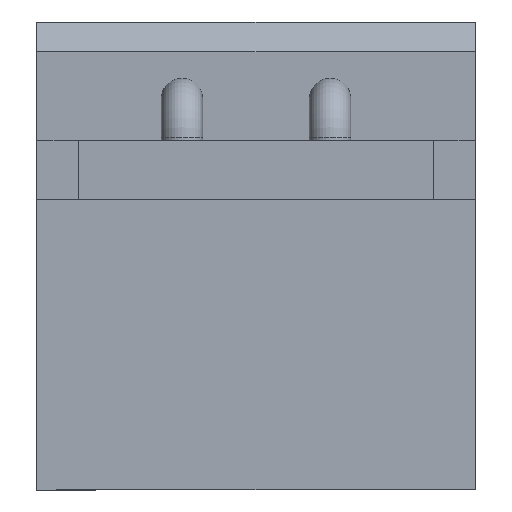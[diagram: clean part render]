
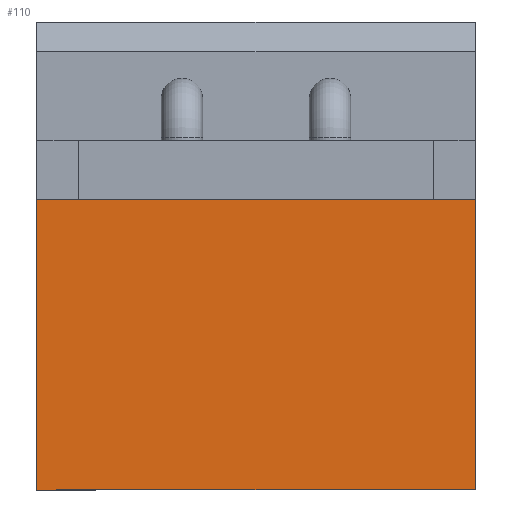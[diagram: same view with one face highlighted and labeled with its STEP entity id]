
A CAD part, front view. The second image highlights one B-rep face of the part: STEP entity #110.
In plain terms, the highlighted planar face has unit normal (0, -1, 0).
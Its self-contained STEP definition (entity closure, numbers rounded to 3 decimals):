
#60=FACE_OUTER_BOUND('',#518,.T.);
#110=ADVANCED_FACE('',(#60),#172,.T.);
#172=PLANE('',#1151);
#255=LINE('',#1608,#381);
#280=LINE('',#1657,#406);
#290=LINE('',#1675,#416);
#306=LINE('',#1703,#432);
#381=VECTOR('',#1286,1.);
#406=VECTOR('',#1319,1.);
#416=VECTOR('',#1333,1.);
#432=VECTOR('',#1359,1.);
#518=EDGE_LOOP('',(#712,#713,#714,#715));
#712=ORIENTED_EDGE('',*,*,#1072,.F.);
#713=ORIENTED_EDGE('',*,*,#1046,.T.);
#714=ORIENTED_EDGE('',*,*,#1056,.T.);
#715=ORIENTED_EDGE('',*,*,#1021,.T.);
#915=VERTEX_POINT('',#1607);
#916=VERTEX_POINT('',#1609);
#935=VERTEX_POINT('',#1656);
#936=VERTEX_POINT('',#1658);
#1021=EDGE_CURVE('',#916,#915,#255,.T.);
#1046=EDGE_CURVE('',#936,#935,#280,.T.);
#1056=EDGE_CURVE('',#935,#916,#290,.T.);
#1072=EDGE_CURVE('',#936,#915,#306,.T.);
#1151=AXIS2_PLACEMENT_3D('',#1704,#1360,#1361);
#1286=DIRECTION('',(0.,0.,1.));
#1319=DIRECTION('',(0.,0.,-1.));
#1333=DIRECTION('',(1.,0.,0.));
#1359=DIRECTION('',(1.,0.,0.));
#1360=DIRECTION('',(0.,-1.,0.));
#1361=DIRECTION('',(0.,0.,-1.));
#1607=CARTESIAN_POINT('',(4.95,-3.1,8.1));
#1608=CARTESIAN_POINT('',(4.95,-3.1,3.2));
#1609=CARTESIAN_POINT('',(4.95,-3.1,3.2));
#1656=CARTESIAN_POINT('',(-2.45,-3.1,3.2));
#1657=CARTESIAN_POINT('',(-2.45,-3.1,11.1));
#1658=CARTESIAN_POINT('',(-2.45,-3.1,8.1));
#1675=CARTESIAN_POINT('',(-2.45,-3.1,3.2));
#1703=CARTESIAN_POINT('',(-68.31,-3.1,8.1));
#1704=CARTESIAN_POINT('',(0.,-3.1,0.));
